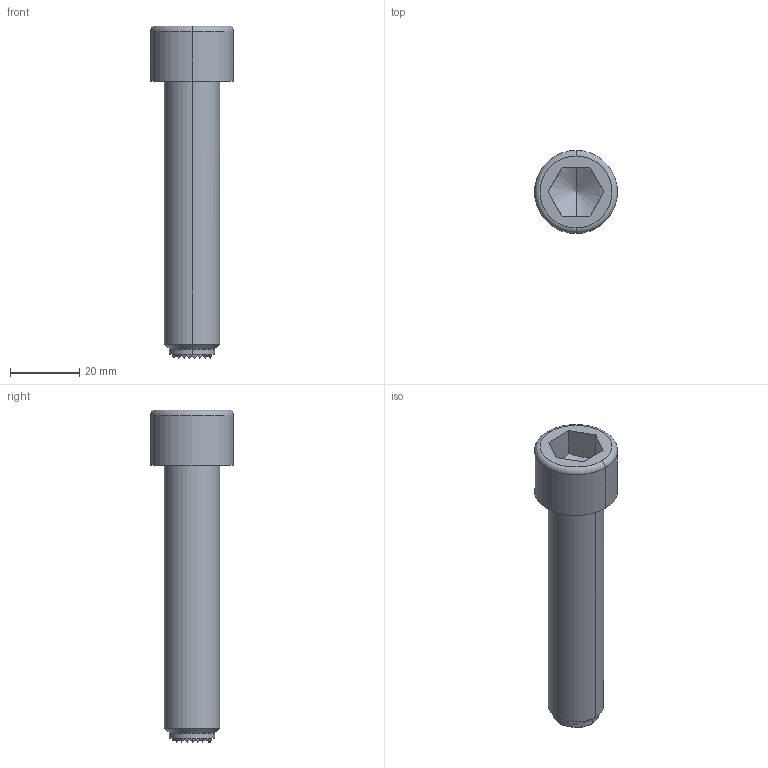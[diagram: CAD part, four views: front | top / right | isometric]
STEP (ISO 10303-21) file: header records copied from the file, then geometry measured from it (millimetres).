
FILE_DESCRIPTION(('STEP AP214'),'1');
FILE_NAME(' ',' ',('TraceParts'),('TraceParts S.A.'),'XStep 1.0',' ',' ');
FILE_SCHEMA(('automotive_design'));
Length unit declared in the file: millimetre
Products named in the file (2): 1; 2
Bounding box: 24 x 24 x 96 mm (x, y, z)
Volume: 21940.5 mm3; surface area: 6849.4 mm2
Topology: 2 solids, 2 shells, 215 faces, 389 edges, 176 vertices
Faces by surface type: plane 201, cylinder 6, cone 4, sphere 2, torus 2
Entity records: 9431 total; most frequent: DIRECTION 895, CARTESIAN_POINT 794, STYLED_ITEM 778, PRESENTATION_STYLE_ASSIGNMENT 778, COLOUR_RGB 778, ORIENTED_EDGE 770, EDGE_CURVE 385, CURVE_STYLE 385
